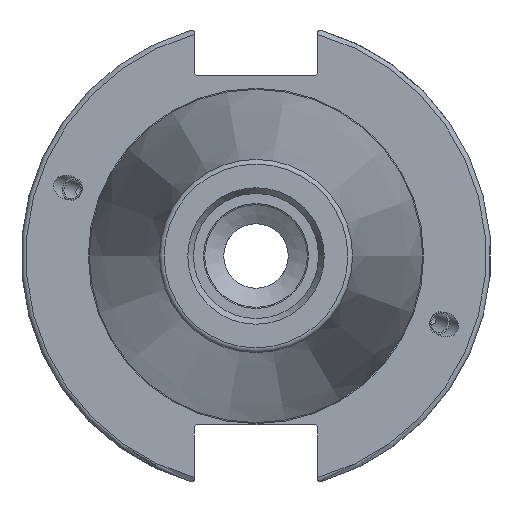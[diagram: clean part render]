
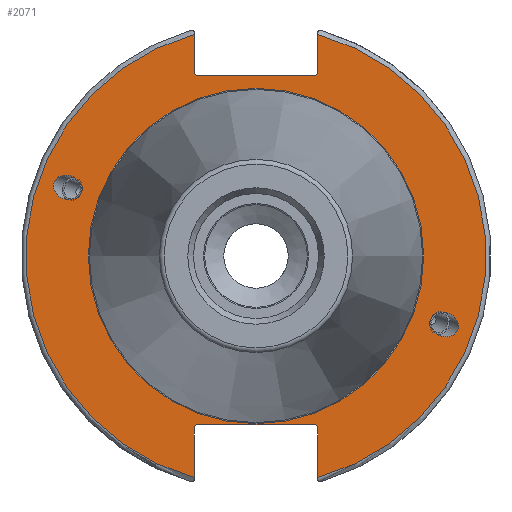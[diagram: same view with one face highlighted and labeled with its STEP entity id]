
A CAD part, left-side view. The second image highlights one B-rep face of the part: STEP entity #2071.
In plain terms, the highlighted planar face has unit normal (-1, 0, 0).
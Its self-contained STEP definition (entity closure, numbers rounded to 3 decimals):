
#31=ELLIPSE('',#2275,3.052,2.5);
#32=ELLIPSE('',#2314,3.052,2.5);
#45=PLANE('',#2332);
#123=FACE_BOUND('',#345,.T.);
#124=FACE_BOUND('',#346,.T.);
#125=FACE_BOUND('',#347,.T.);
#226=FACE_OUTER_BOUND('',#344,.T.);
#344=EDGE_LOOP('',(#1725,#1726,#1727,#1728,#1729,#1730,#1731,#1732,#1733,
#1734,#1735,#1736));
#345=EDGE_LOOP('',(#1737));
#346=EDGE_LOOP('',(#1738));
#347=EDGE_LOOP('',(#1739,#1740));
#450=LINE('',#3885,#552);
#451=LINE('',#3887,#553);
#452=LINE('',#3889,#554);
#453=LINE('',#3891,#555);
#454=LINE('',#3893,#556);
#455=LINE('',#3897,#557);
#456=LINE('',#3899,#558);
#457=LINE('',#3901,#559);
#458=LINE('',#3903,#560);
#459=LINE('',#3904,#561);
#552=VECTOR('',#2864,10.);
#553=VECTOR('',#2865,10.);
#554=VECTOR('',#2866,10.);
#555=VECTOR('',#2867,10.);
#556=VECTOR('',#2868,10.);
#557=VECTOR('',#2871,10.);
#558=VECTOR('',#2872,10.);
#559=VECTOR('',#2873,10.);
#560=VECTOR('',#2874,10.);
#561=VECTOR('',#2875,10.);
#730=CIRCLE('',#2328,35.125);
#731=CIRCLE('',#2329,35.125);
#734=CIRCLE('',#2333,48.213);
#735=CIRCLE('',#2334,48.213);
#886=VERTEX_POINT('',#3576);
#929=VERTEX_POINT('',#3845);
#938=VERTEX_POINT('',#3872);
#939=VERTEX_POINT('',#3874);
#941=VERTEX_POINT('',#3881);
#942=VERTEX_POINT('',#3882);
#943=VERTEX_POINT('',#3884);
#944=VERTEX_POINT('',#3886);
#945=VERTEX_POINT('',#3888);
#946=VERTEX_POINT('',#3890);
#947=VERTEX_POINT('',#3892);
#948=VERTEX_POINT('',#3894);
#949=VERTEX_POINT('',#3896);
#950=VERTEX_POINT('',#3898);
#951=VERTEX_POINT('',#3900);
#952=VERTEX_POINT('',#3902);
#1152=EDGE_CURVE('',#886,#886,#31,.T.);
#1208=EDGE_CURVE('',#929,#929,#32,.T.);
#1221=EDGE_CURVE('',#938,#939,#730,.T.);
#1222=EDGE_CURVE('',#939,#938,#731,.T.);
#1225=EDGE_CURVE('',#941,#942,#734,.T.);
#1226=EDGE_CURVE('',#941,#943,#450,.T.);
#1227=EDGE_CURVE('',#944,#943,#451,.T.);
#1228=EDGE_CURVE('',#944,#945,#452,.T.);
#1229=EDGE_CURVE('',#946,#945,#453,.T.);
#1230=EDGE_CURVE('',#946,#947,#454,.T.);
#1231=EDGE_CURVE('',#948,#947,#735,.T.);
#1232=EDGE_CURVE('',#948,#949,#455,.T.);
#1233=EDGE_CURVE('',#950,#949,#456,.T.);
#1234=EDGE_CURVE('',#950,#951,#457,.T.);
#1235=EDGE_CURVE('',#952,#951,#458,.T.);
#1236=EDGE_CURVE('',#952,#942,#459,.T.);
#1725=ORIENTED_EDGE('',*,*,#1225,.F.);
#1726=ORIENTED_EDGE('',*,*,#1226,.T.);
#1727=ORIENTED_EDGE('',*,*,#1227,.F.);
#1728=ORIENTED_EDGE('',*,*,#1228,.T.);
#1729=ORIENTED_EDGE('',*,*,#1229,.F.);
#1730=ORIENTED_EDGE('',*,*,#1230,.T.);
#1731=ORIENTED_EDGE('',*,*,#1231,.F.);
#1732=ORIENTED_EDGE('',*,*,#1232,.T.);
#1733=ORIENTED_EDGE('',*,*,#1233,.F.);
#1734=ORIENTED_EDGE('',*,*,#1234,.T.);
#1735=ORIENTED_EDGE('',*,*,#1235,.F.);
#1736=ORIENTED_EDGE('',*,*,#1236,.T.);
#1737=ORIENTED_EDGE('',*,*,#1152,.T.);
#1738=ORIENTED_EDGE('',*,*,#1208,.T.);
#1739=ORIENTED_EDGE('',*,*,#1222,.F.);
#1740=ORIENTED_EDGE('',*,*,#1221,.F.);
#2071=ADVANCED_FACE('',(#226,#123,#124,#125),#45,.T.);
#2275=AXIS2_PLACEMENT_3D('',#3578,#2726,#2727);
#2314=AXIS2_PLACEMENT_3D('',#3847,#2820,#2821);
#2328=AXIS2_PLACEMENT_3D('',#3875,#2852,#2853);
#2329=AXIS2_PLACEMENT_3D('',#3876,#2854,#2855);
#2332=AXIS2_PLACEMENT_3D('',#3880,#2860,#2861);
#2333=AXIS2_PLACEMENT_3D('',#3883,#2862,#2863);
#2334=AXIS2_PLACEMENT_3D('',#3895,#2869,#2870);
#2726=DIRECTION('center_axis',(1.,0.,0.));
#2727=DIRECTION('ref_axis',(0.,-0.94,-0.342));
#2820=DIRECTION('center_axis',(1.,0.,0.));
#2821=DIRECTION('ref_axis',(0.,0.94,0.342));
#2852=DIRECTION('center_axis',(-1.,0.,0.));
#2853=DIRECTION('ref_axis',(0.,-1.,0.));
#2854=DIRECTION('center_axis',(-1.,0.,0.));
#2855=DIRECTION('ref_axis',(0.,-1.,0.));
#2860=DIRECTION('center_axis',(-1.,0.,0.));
#2861=DIRECTION('ref_axis',(0.,0.,1.));
#2862=DIRECTION('center_axis',(1.,0.,0.));
#2863=DIRECTION('ref_axis',(0.,-1.,0.));
#2864=DIRECTION('',(0.,0.,-1.));
#2865=DIRECTION('',(0.,-0.707,0.707));
#2866=DIRECTION('',(0.,1.,0.));
#2867=DIRECTION('',(0.,-0.707,-0.707));
#2868=DIRECTION('',(0.,0.,1.));
#2869=DIRECTION('center_axis',(1.,0.,0.));
#2870=DIRECTION('ref_axis',(0.,1.,0.));
#2871=DIRECTION('',(0.,0.,1.));
#2872=DIRECTION('',(0.,0.707,-0.707));
#2873=DIRECTION('',(0.,-1.,0.));
#2874=DIRECTION('',(0.,0.707,0.707));
#2875=DIRECTION('',(0.,0.,-1.));
#3576=CARTESIAN_POINT('',(3.175,-36.599,-13.321));
#3578=CARTESIAN_POINT('Origin',(3.175,-39.467,-14.365));
#3845=CARTESIAN_POINT('',(3.175,36.599,13.321));
#3847=CARTESIAN_POINT('Origin',(3.175,39.467,14.365));
#3872=CARTESIAN_POINT('',(3.175,0.,35.125));
#3874=CARTESIAN_POINT('',(3.175,35.125,0.));
#3875=CARTESIAN_POINT('Origin',(3.175,0.,0.));
#3876=CARTESIAN_POINT('Origin',(3.175,0.,0.));
#3880=CARTESIAN_POINT('Origin',(3.175,49.213,0.));
#3881=CARTESIAN_POINT('',(3.175,-12.95,46.441));
#3882=CARTESIAN_POINT('',(3.175,-12.95,-46.441));
#3883=CARTESIAN_POINT('Origin',(3.175,0.,0.));
#3884=CARTESIAN_POINT('',(3.175,-12.95,38.219));
#3885=CARTESIAN_POINT('',(3.175,-12.95,18.86));
#3886=CARTESIAN_POINT('',(3.175,-12.45,37.719));
#3887=CARTESIAN_POINT('',(3.175,12.27,12.999));
#3888=CARTESIAN_POINT('',(3.175,12.45,37.719));
#3889=CARTESIAN_POINT('',(3.175,24.606,37.719));
#3890=CARTESIAN_POINT('',(3.175,12.95,38.219));
#3891=CARTESIAN_POINT('',(3.175,12.336,37.605));
#3892=CARTESIAN_POINT('',(3.175,12.95,46.441));
#3893=CARTESIAN_POINT('',(3.175,12.95,18.86));
#3894=CARTESIAN_POINT('',(3.175,12.95,-46.441));
#3895=CARTESIAN_POINT('Origin',(3.175,0.,0.));
#3896=CARTESIAN_POINT('',(3.175,12.95,-35.806));
#3897=CARTESIAN_POINT('',(3.175,12.95,-17.653));
#3898=CARTESIAN_POINT('',(3.175,12.45,-35.306));
#3899=CARTESIAN_POINT('',(3.175,12.939,-35.795));
#3900=CARTESIAN_POINT('',(3.175,-12.45,-35.306));
#3901=CARTESIAN_POINT('',(3.175,24.606,-35.306));
#3902=CARTESIAN_POINT('',(3.175,-12.95,-35.806));
#3903=CARTESIAN_POINT('',(3.175,11.667,-11.189));
#3904=CARTESIAN_POINT('',(3.175,-12.95,-17.653));
